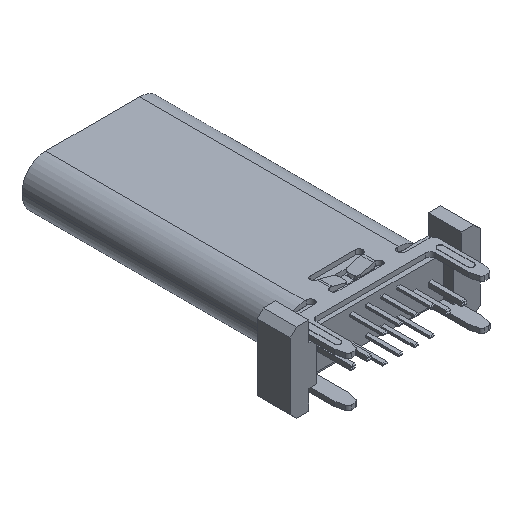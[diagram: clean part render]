
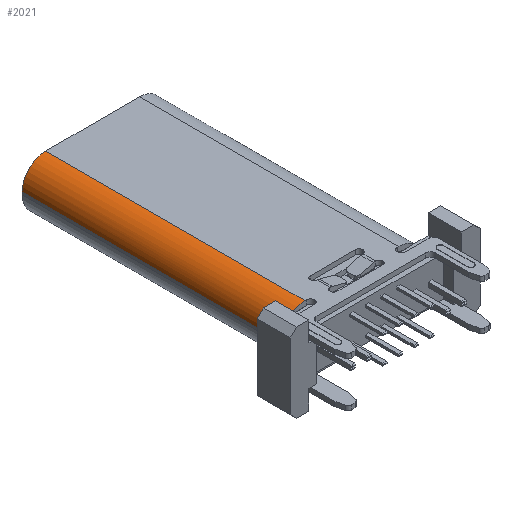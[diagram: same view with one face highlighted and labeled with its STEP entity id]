
A CAD part, isometric view. The second image highlights one B-rep face of the part: STEP entity #2021.
In plain terms, the highlighted cylindrical face has radius 1.5 mm (diameter 3 mm), a partial arc.
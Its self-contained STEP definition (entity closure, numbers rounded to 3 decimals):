
#450 = ORIENTED_EDGE ( 'NONE', *, *, #11878, .F. ) ;
#993 = CARTESIAN_POINT ( 'NONE',  ( -37.916, 3.606, 3.354 ) ) ;
#1072 = CARTESIAN_POINT ( 'NONE',  ( -37.916, 18.606, 3.354 ) ) ;
#1428 = LINE ( 'NONE', #5595, #11704 ) ;
#1630 = EDGE_LOOP ( 'NONE', ( #450, #3406, #6543, #8026, #3658 ) ) ;
#1719 = AXIS2_PLACEMENT_3D ( 'NONE', #5138, #13396, #12312 ) ;
#1838 = CARTESIAN_POINT ( 'NONE',  ( -37.916, 20.006, 3.354 ) ) ;
#1845 = VERTEX_POINT ( 'NONE', #6909 ) ;
#1901 = VERTEX_POINT ( 'NONE', #10172 ) ;
#2021 = ADVANCED_FACE ( 'NONE', ( #4302 ), #4242, .T. ) ;
#2451 = EDGE_CURVE ( 'NONE', #4629, #13370, #5105, .T. ) ;
#2790 = CIRCLE ( 'NONE', #7801, 1.5 ) ;
#2898 = CARTESIAN_POINT ( 'NONE',  ( -36.416, 20.006, 3.354 ) ) ;
#3070 = EDGE_CURVE ( 'NONE', #10133, #13370, #6054, .T. ) ;
#3124 = EDGE_CURVE ( 'NONE', #1901, #4629, #2790, .T. ) ;
#3208 = DIRECTION ( 'NONE',  ( 0., 0., -1. ) ) ;
#3406 = ORIENTED_EDGE ( 'NONE', *, *, #3124, .T. ) ;
#3562 = DIRECTION ( 'NONE',  ( 0., -1., 0. ) ) ;
#3658 = ORIENTED_EDGE ( 'NONE', *, *, #10109, .F. ) ;
#3842 = DIRECTION ( 'NONE',  ( 0., -1., 0. ) ) ;
#4242 = CYLINDRICAL_SURFACE ( 'NONE', #10680, 1.5 ) ;
#4302 = FACE_OUTER_BOUND ( 'NONE', #1630, .T. ) ;
#4366 = VECTOR ( 'NONE', #5244, 1000. ) ;
#4398 = CARTESIAN_POINT ( 'NONE',  ( -37.355, 3.606, 4.524 ) ) ;
#4629 = VERTEX_POINT ( 'NONE', #1838 ) ;
#4872 = DIRECTION ( 'NONE',  ( 0., -1., 0. ) ) ;
#4931 = DIRECTION ( 'NONE',  ( 0., 0., -1. ) ) ;
#5105 = LINE ( 'NONE', #1072, #4366 ) ;
#5138 = CARTESIAN_POINT ( 'NONE',  ( -36.416, 3.606, 3.354 ) ) ;
#5244 = DIRECTION ( 'NONE',  ( 0., -1., 0. ) ) ;
#5595 = CARTESIAN_POINT ( 'NONE',  ( -36.416, 18.606, 4.854 ) ) ;
#6054 = CIRCLE ( 'NONE', #10619, 1.5 ) ;
#6215 = DIRECTION ( 'NONE',  ( 0., -1., 0. ) ) ;
#6543 = ORIENTED_EDGE ( 'NONE', *, *, #2451, .T. ) ;
#6909 = CARTESIAN_POINT ( 'NONE',  ( -36.416, 3.606, 4.854 ) ) ;
#6986 = DIRECTION ( 'NONE',  ( 0., 0., -1. ) ) ;
#7801 = AXIS2_PLACEMENT_3D ( 'NONE', #2898, #4872, #4931 ) ;
#8026 = ORIENTED_EDGE ( 'NONE', *, *, #3070, .F. ) ;
#8391 = CARTESIAN_POINT ( 'NONE',  ( -36.416, 18.606, 3.354 ) ) ;
#10109 = EDGE_CURVE ( 'NONE', #1845, #10133, #11293, .T. ) ;
#10133 = VERTEX_POINT ( 'NONE', #4398 ) ;
#10172 = CARTESIAN_POINT ( 'NONE',  ( -36.416, 20.006, 4.854 ) ) ;
#10619 = AXIS2_PLACEMENT_3D ( 'NONE', #13443, #3842, #6986 ) ;
#10680 = AXIS2_PLACEMENT_3D ( 'NONE', #8391, #6215, #3208 ) ;
#11293 = CIRCLE ( 'NONE', #1719, 1.5 ) ;
#11704 = VECTOR ( 'NONE', #3562, 1000. ) ;
#11878 = EDGE_CURVE ( 'NONE', #1901, #1845, #1428, .T. ) ;
#12312 = DIRECTION ( 'NONE',  ( 0., 0., -1. ) ) ;
#13370 = VERTEX_POINT ( 'NONE', #993 ) ;
#13396 = DIRECTION ( 'NONE',  ( 0., -1., 0. ) ) ;
#13443 = CARTESIAN_POINT ( 'NONE',  ( -36.416, 3.606, 3.354 ) ) ;
